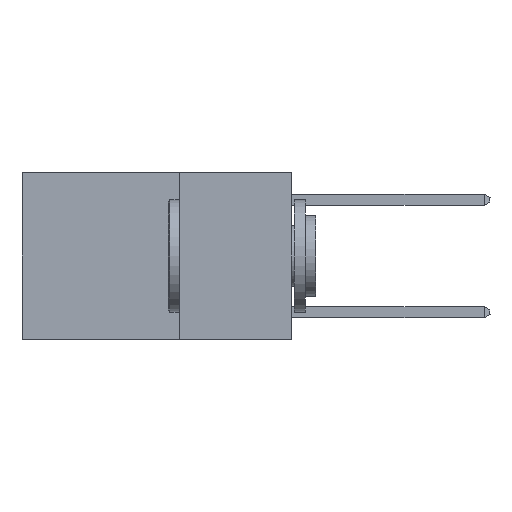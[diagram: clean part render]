
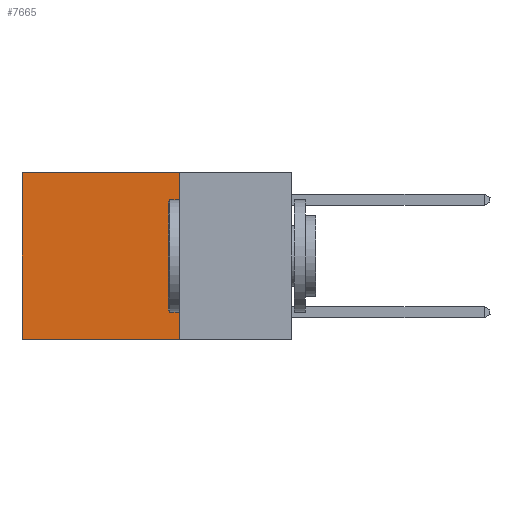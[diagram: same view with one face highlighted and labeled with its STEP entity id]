
A CAD part, left-side view. The second image highlights one B-rep face of the part: STEP entity #7665.
In plain terms, the highlighted planar face has unit normal (-1, 0, 0).
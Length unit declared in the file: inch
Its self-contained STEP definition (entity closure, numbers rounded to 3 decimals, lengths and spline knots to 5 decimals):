
#312 = CARTESIAN_POINT ( 'NONE',  ( 0.2625, 0.25, -0.37 ) ) ;
#1148 = DIRECTION ( 'NONE',  ( 0., 1., 0. ) ) ;
#1252 = LINE ( 'NONE', #8290, #22074 ) ;
#1300 = PLANE ( 'NONE',  #9861 ) ;
#1562 = EDGE_CURVE ( 'NONE', #18105, #13865, #18665, .T. ) ;
#2724 = DIRECTION ( 'NONE',  ( 0., 0., -1. ) ) ;
#2757 = LINE ( 'NONE', #16949, #9710 ) ;
#4163 = ORIENTED_EDGE ( 'NONE', *, *, #4444, .T. ) ;
#4444 = EDGE_CURVE ( 'NONE', #18152, #18105, #1252, .T. ) ;
#6440 = CARTESIAN_POINT ( 'NONE',  ( 0.2625, 0.6, -0.37 ) ) ;
#6704 = ORIENTED_EDGE ( 'NONE', *, *, #15351, .F. ) ;
#7665 = ADVANCED_FACE ( 'NONE', ( #13304 ), #1300, .F. ) ;
#7801 = CARTESIAN_POINT ( 'NONE',  ( 0.2625, 0.6, 0. ) ) ;
#8103 = ORIENTED_EDGE ( 'NONE', *, *, #11665, .F. ) ;
#8290 = CARTESIAN_POINT ( 'NONE',  ( 0.2625, 0.25, 0. ) ) ;
#9710 = VECTOR ( 'NONE', #1148, 39.37008 ) ;
#9861 = AXIS2_PLACEMENT_3D ( 'NONE', #11565, #15376, #13529 ) ;
#9922 = DIRECTION ( 'NONE',  ( 0., 1., 0. ) ) ;
#10529 = LINE ( 'NONE', #12248, #19030 ) ;
#11565 = CARTESIAN_POINT ( 'NONE',  ( 0.2625, 0.25, 0. ) ) ;
#11614 = VECTOR ( 'NONE', #2724, 39.37008 ) ;
#11665 = EDGE_CURVE ( 'NONE', #18152, #22606, #10529, .T. ) ;
#12248 = CARTESIAN_POINT ( 'NONE',  ( 0.2625, 0.25, 0. ) ) ;
#13304 = FACE_OUTER_BOUND ( 'NONE', #16853, .T. ) ;
#13529 = DIRECTION ( 'NONE',  ( 0., 0., -1. ) ) ;
#13865 = VERTEX_POINT ( 'NONE', #6440 ) ;
#14228 = DIRECTION ( 'NONE',  ( 0., 0., -1. ) ) ;
#15351 = EDGE_CURVE ( 'NONE', #22606, #13865, #2757, .T. ) ;
#15376 = DIRECTION ( 'NONE',  ( 1., 0., 0. ) ) ;
#16853 = EDGE_LOOP ( 'NONE', ( #18123, #6704, #8103, #4163 ) ) ;
#16949 = CARTESIAN_POINT ( 'NONE',  ( 0.2625, 0.25, -0.37 ) ) ;
#18105 = VERTEX_POINT ( 'NONE', #22199 ) ;
#18123 = ORIENTED_EDGE ( 'NONE', *, *, #1562, .T. ) ;
#18152 = VERTEX_POINT ( 'NONE', #22433 ) ;
#18665 = LINE ( 'NONE', #7801, #11614 ) ;
#19030 = VECTOR ( 'NONE', #14228, 39.37008 ) ;
#22074 = VECTOR ( 'NONE', #9922, 39.37008 ) ;
#22199 = CARTESIAN_POINT ( 'NONE',  ( 0.2625, 0.6, 0. ) ) ;
#22433 = CARTESIAN_POINT ( 'NONE',  ( 0.2625, 0.25, 0. ) ) ;
#22606 = VERTEX_POINT ( 'NONE', #312 ) ;
